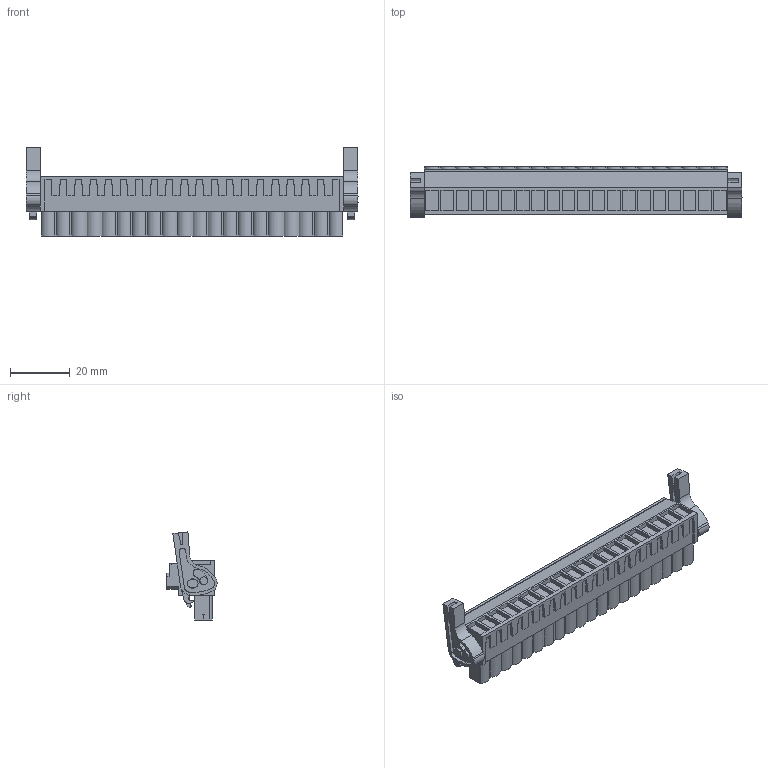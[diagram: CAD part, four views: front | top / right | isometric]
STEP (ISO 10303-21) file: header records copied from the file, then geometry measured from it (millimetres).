
FILE_DESCRIPTION(('CATIA V5 STEP Exchange','CAx-IF Rec.Pracs.--- Model Styling and Organization---1.2---2011-12-15'),'2;1');
FILE_NAME ('D1460010_0_1945240000_1945240000.stp','2017-05-31T10:53:49+00:00',('none'),('Weidmueller'),'CATIA Version 5-6 Release 2014','CATIA V5 STEP AP214','none');
FILE_SCHEMA(('AUTOMOTIVE_DESIGN { 1 0 10303 214 1 1 1 1 }'));
Length unit declared in the file: millimetre
Products named in the file (1): 1945240000
Bounding box: 111.3 x 16.91 x 29.52 mm (x, y, z)
Volume: 20040.1 mm3; surface area: 13510.7 mm2
Topology: 23 solids, 23 shells, 1458 faces, 4109 edges, 2788 vertices
Faces by surface type: plane 1204, cylinder 214, extrusion 40
Entity records: 44728 total; most frequent: CARTESIAN_POINT 9160, ORIENTED_EDGE 8218, DIRECTION 5792, EDGE_CURVE 4109, VECTOR 3549, LINE 3509, VERTEX_POINT 2788, EDGE_LOOP 1557
